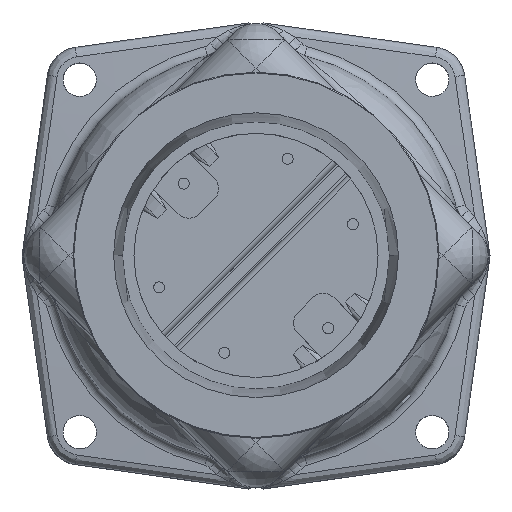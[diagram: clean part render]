
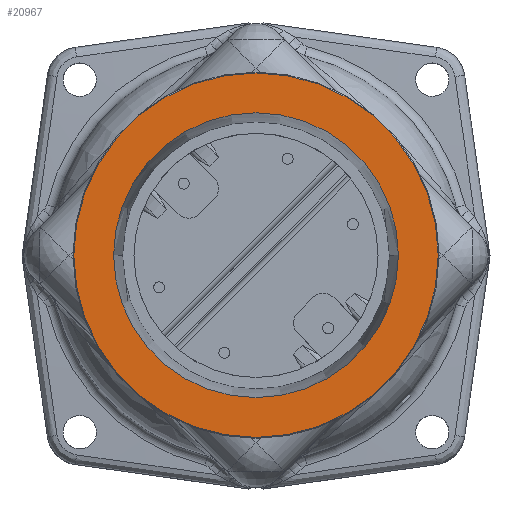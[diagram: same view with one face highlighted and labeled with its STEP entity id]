
A CAD part, top view. The second image highlights one B-rep face of the part: STEP entity #20967.
In plain terms, the highlighted planar face has unit normal (0, 0, 1).
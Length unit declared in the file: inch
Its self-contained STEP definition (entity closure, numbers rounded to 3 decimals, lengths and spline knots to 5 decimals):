
#4941=CARTESIAN_POINT('',(0.,0.,6.063));
#4942=DIRECTION('',(0.,0.,1.));
#4943=DIRECTION('',(1.,0.,0.));
#4944=AXIS2_PLACEMENT_3D('',#4941,#4942,#4943);
#4946=CARTESIAN_POINT('',(0.,0.,6.063));
#4947=DIRECTION('',(0.,0.,1.));
#4948=DIRECTION('',(-1.,0.,0.));
#4949=AXIS2_PLACEMENT_3D('',#4946,#4947,#4948);
#4951=CARTESIAN_POINT('',(0.,0.,6.063));
#4952=DIRECTION('',(0.,0.,1.));
#4953=DIRECTION('',(1.,0.,0.));
#4954=AXIS2_PLACEMENT_3D('',#4951,#4952,#4953);
#4969=CARTESIAN_POINT('',(0.,0.,6.063));
#4970=DIRECTION('',(0.,0.,1.));
#4971=DIRECTION('',(-1.,0.,0.));
#4972=AXIS2_PLACEMENT_3D('',#4969,#4970,#4971);
#14363=CARTESIAN_POINT('',(1.75,0.,6.063));
#14364=CARTESIAN_POINT('',(-1.75,0.,6.063));
#14365=VERTEX_POINT('',#14363);
#14366=VERTEX_POINT('',#14364);
#14509=CARTESIAN_POINT('',(-2.2385,0.,6.063));
#14510=CARTESIAN_POINT('',(2.2385,0.,6.063));
#14511=VERTEX_POINT('',#14509);
#14512=VERTEX_POINT('',#14510);
#20952=CARTESIAN_POINT('',(0.,0.,6.063));
#20953=DIRECTION('',(0.,0.,1.));
#20954=DIRECTION('',(1.,0.,0.));
#20955=AXIS2_PLACEMENT_3D('',#20952,#20953,#20954);
#20956=PLANE('',#20955);
#20958=ORIENTED_EDGE('',*,*,#20957,.F.);
#20960=ORIENTED_EDGE('',*,*,#20959,.F.);
#20961=EDGE_LOOP('',(#20958,#20960));
#20962=FACE_OUTER_BOUND('',#20961,.F.);
#20963=ORIENTED_EDGE('',*,*,#20915,.T.);
#20964=ORIENTED_EDGE('',*,*,#20933,.T.);
#20965=EDGE_LOOP('',(#20963,#20964));
#20966=FACE_BOUND('',#20965,.F.);
#20967=ADVANCED_FACE('',(#20962,#20966),#20956,.T.);
#4945=CIRCLE('',#4944,1.75);
#4950=CIRCLE('',#4949,1.75);
#4955=CIRCLE('',#4954,2.2385);
#4973=CIRCLE('',#4972,2.2385);
#20915=EDGE_CURVE('',#14365,#14366,#4945,.T.);
#20933=EDGE_CURVE('',#14366,#14365,#4950,.T.);
#20957=EDGE_CURVE('',#14512,#14511,#4955,.T.);
#20959=EDGE_CURVE('',#14511,#14512,#4973,.T.);
